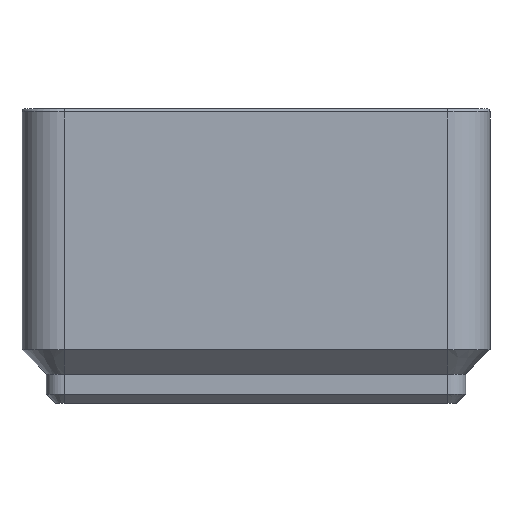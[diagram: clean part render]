
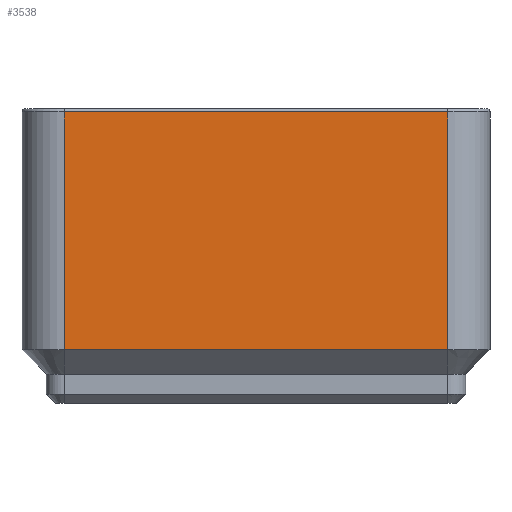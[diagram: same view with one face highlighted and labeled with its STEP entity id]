
A CAD part, left-side view. The second image highlights one B-rep face of the part: STEP entity #3538.
In plain terms, the highlighted planar face has unit normal (-1, 0, 0).
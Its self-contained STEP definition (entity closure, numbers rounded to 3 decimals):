
#1033 = CYLINDRICAL_SURFACE('',#1034,0.3);
#1034 = AXIS2_PLACEMENT_3D('',#1035,#1036,#1037);
#1035 = CARTESIAN_POINT('',(-20.45,17.,25.843));
#1036 = DIRECTION('',(0.,-1.,0.));
#1037 = DIRECTION('',(0.,0.,1.));
#2359 = VERTEX_POINT('',#2360);
#2360 = CARTESIAN_POINT('',(-20.75,17.,25.843));
#2395 = CYLINDRICAL_SURFACE('',#2396,3.75);
#2396 = AXIS2_PLACEMENT_3D('',#2397,#2398,#2399);
#2397 = CARTESIAN_POINT('',(-17.,17.,5.25));
#2398 = DIRECTION('',(0.,0.,1.));
#2399 = DIRECTION('',(1.,0.,0.));
#2464 = EDGE_CURVE('',#2359,#2465,#2467,.T.);
#2465 = VERTEX_POINT('',#2466);
#2466 = CARTESIAN_POINT('',(-20.75,-17.,25.843));
#2467 = SURFACE_CURVE('',#2468,(#2472,#2479),.PCURVE_S1.);
#2468 = LINE('',#2469,#2470);
#2469 = CARTESIAN_POINT('',(-20.75,17.,25.843));
#2470 = VECTOR('',#2471,1.);
#2471 = DIRECTION('',(0.,-1.,0.));
#2472 = PCURVE('',#1033,#2473);
#2473 = DEFINITIONAL_REPRESENTATION('',(#2474),#2478);
#2474 = LINE('',#2475,#2476);
#2475 = CARTESIAN_POINT('',(1.571,0.));
#2476 = VECTOR('',#2477,1.);
#2477 = DIRECTION('',(0.,1.));
#2478 = ( GEOMETRIC_REPRESENTATION_CONTEXT(2) 
PARAMETRIC_REPRESENTATION_CONTEXT() REPRESENTATION_CONTEXT('2D SPACE',''
  ) );
#2479 = PCURVE('',#2480,#2485);
#2480 = PLANE('',#2481);
#2481 = AXIS2_PLACEMENT_3D('',#2482,#2483,#2484);
#2482 = CARTESIAN_POINT('',(-20.75,-17.,5.25));
#2483 = DIRECTION('',(1.,0.,0.));
#2484 = DIRECTION('',(-0.,1.,0.));
#2485 = DEFINITIONAL_REPRESENTATION('',(#2486),#2490);
#2486 = LINE('',#2487,#2488);
#2487 = CARTESIAN_POINT('',(34.,20.593));
#2488 = VECTOR('',#2489,1.);
#2489 = DIRECTION('',(-1.,0.));
#2490 = ( GEOMETRIC_REPRESENTATION_CONTEXT(2) 
PARAMETRIC_REPRESENTATION_CONTEXT() REPRESENTATION_CONTEXT('2D SPACE',''
  ) );
#2609 = CYLINDRICAL_SURFACE('',#2610,3.75);
#2610 = AXIS2_PLACEMENT_3D('',#2611,#2612,#2613);
#2611 = CARTESIAN_POINT('',(-17.,-17.,5.25));
#2612 = DIRECTION('',(0.,0.,1.));
#2613 = DIRECTION('',(1.,0.,0.));
#3435 = VERTEX_POINT('',#3436);
#3436 = CARTESIAN_POINT('',(-20.75,17.,4.75));
#3463 = EDGE_CURVE('',#2359,#3435,#3464,.T.);
#3464 = SURFACE_CURVE('',#3465,(#3469,#3476),.PCURVE_S1.);
#3465 = LINE('',#3466,#3467);
#3466 = CARTESIAN_POINT('',(-20.75,17.,52.8));
#3467 = VECTOR('',#3468,1.);
#3468 = DIRECTION('',(0.,0.,-1.));
#3469 = PCURVE('',#2395,#3470);
#3470 = DEFINITIONAL_REPRESENTATION('',(#3471),#3475);
#3471 = LINE('',#3472,#3473);
#3472 = CARTESIAN_POINT('',(3.142,47.55));
#3473 = VECTOR('',#3474,1.);
#3474 = DIRECTION('',(0.,-1.));
#3475 = ( GEOMETRIC_REPRESENTATION_CONTEXT(2) 
PARAMETRIC_REPRESENTATION_CONTEXT() REPRESENTATION_CONTEXT('2D SPACE',''
  ) );
#3476 = PCURVE('',#2480,#3477);
#3477 = DEFINITIONAL_REPRESENTATION('',(#3478),#3482);
#3478 = LINE('',#3479,#3480);
#3479 = CARTESIAN_POINT('',(34.,47.55));
#3480 = VECTOR('',#3481,1.);
#3481 = DIRECTION('',(0.,-1.));
#3482 = ( GEOMETRIC_REPRESENTATION_CONTEXT(2) 
PARAMETRIC_REPRESENTATION_CONTEXT() REPRESENTATION_CONTEXT('2D SPACE',''
  ) );
#3538 = ADVANCED_FACE('',(#3539),#2480,.F.);
#3539 = FACE_BOUND('',#3540,.F.);
#3540 = EDGE_LOOP('',(#3541,#3564,#3590,#3591));
#3541 = ORIENTED_EDGE('',*,*,#3542,.F.);
#3542 = EDGE_CURVE('',#3543,#2465,#3545,.T.);
#3543 = VERTEX_POINT('',#3544);
#3544 = CARTESIAN_POINT('',(-20.75,-17.,4.75));
#3545 = SURFACE_CURVE('',#3546,(#3550,#3557),.PCURVE_S1.);
#3546 = LINE('',#3547,#3548);
#3547 = CARTESIAN_POINT('',(-20.75,-17.,4.75));
#3548 = VECTOR('',#3549,1.);
#3549 = DIRECTION('',(0.,0.,1.));
#3550 = PCURVE('',#2480,#3551);
#3551 = DEFINITIONAL_REPRESENTATION('',(#3552),#3556);
#3552 = LINE('',#3553,#3554);
#3553 = CARTESIAN_POINT('',(0.,-0.5));
#3554 = VECTOR('',#3555,1.);
#3555 = DIRECTION('',(0.,1.));
#3556 = ( GEOMETRIC_REPRESENTATION_CONTEXT(2) 
PARAMETRIC_REPRESENTATION_CONTEXT() REPRESENTATION_CONTEXT('2D SPACE',''
  ) );
#3557 = PCURVE('',#2609,#3558);
#3558 = DEFINITIONAL_REPRESENTATION('',(#3559),#3563);
#3559 = LINE('',#3560,#3561);
#3560 = CARTESIAN_POINT('',(3.142,-0.5));
#3561 = VECTOR('',#3562,1.);
#3562 = DIRECTION('',(-0.,1.));
#3563 = ( GEOMETRIC_REPRESENTATION_CONTEXT(2) 
PARAMETRIC_REPRESENTATION_CONTEXT() REPRESENTATION_CONTEXT('2D SPACE',''
  ) );
#3564 = ORIENTED_EDGE('',*,*,#3565,.T.);
#3565 = EDGE_CURVE('',#3543,#3435,#3566,.T.);
#3566 = SURFACE_CURVE('',#3567,(#3571,#3578),.PCURVE_S1.);
#3567 = LINE('',#3568,#3569);
#3568 = CARTESIAN_POINT('',(-20.75,-8.5,4.75));
#3569 = VECTOR('',#3570,1.);
#3570 = DIRECTION('',(0.,1.,0.));
#3571 = PCURVE('',#2480,#3572);
#3572 = DEFINITIONAL_REPRESENTATION('',(#3573),#3577);
#3573 = LINE('',#3574,#3575);
#3574 = CARTESIAN_POINT('',(8.5,-0.5));
#3575 = VECTOR('',#3576,1.);
#3576 = DIRECTION('',(1.,0.));
#3577 = ( GEOMETRIC_REPRESENTATION_CONTEXT(2) 
PARAMETRIC_REPRESENTATION_CONTEXT() REPRESENTATION_CONTEXT('2D SPACE',''
  ) );
#3578 = PCURVE('',#3579,#3584);
#3579 = PLANE('',#3580);
#3580 = AXIS2_PLACEMENT_3D('',#3581,#3582,#3583);
#3581 = CARTESIAN_POINT('',(-21.,0.,5.));
#3582 = DIRECTION('',(0.707,0.,0.707));
#3583 = DIRECTION('',(-0.707,0.,0.707));
#3584 = DEFINITIONAL_REPRESENTATION('',(#3585),#3589);
#3585 = LINE('',#3586,#3587);
#3586 = CARTESIAN_POINT('',(-0.354,8.5));
#3587 = VECTOR('',#3588,1.);
#3588 = DIRECTION('',(-0.,-1.));
#3589 = ( GEOMETRIC_REPRESENTATION_CONTEXT(2) 
PARAMETRIC_REPRESENTATION_CONTEXT() REPRESENTATION_CONTEXT('2D SPACE',''
  ) );
#3590 = ORIENTED_EDGE('',*,*,#3463,.F.);
#3591 = ORIENTED_EDGE('',*,*,#2464,.T.);
